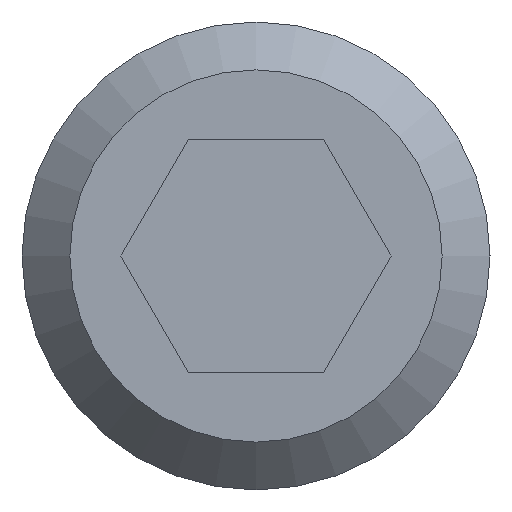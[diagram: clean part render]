
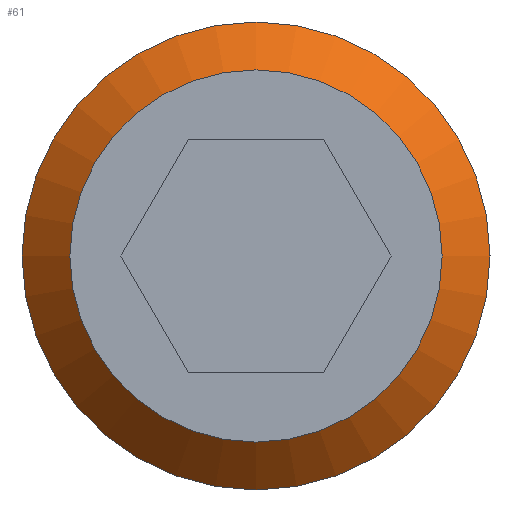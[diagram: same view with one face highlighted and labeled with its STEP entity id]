
A CAD part, left-side view. The second image highlights one B-rep face of the part: STEP entity #61.
In plain terms, the highlighted conical face has half-angle 45 degrees and reference radius 2.386 mm.
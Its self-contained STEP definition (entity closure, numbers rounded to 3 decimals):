
#61 = ADVANCED_FACE( '', ( #121, #122 ), #123, .T. );
#121 = FACE_OUTER_BOUND( '', #173, .T. );
#122 = FACE_BOUND( '', #174, .T. );
#123 = CONICAL_SURFACE( '', #175, 2.387, 0.785 );
#173 = EDGE_LOOP( '', ( #271 ) );
#174 = EDGE_LOOP( '', ( #272 ) );
#175 = AXIS2_PLACEMENT_3D( '', #273, #274, #275 );
#271 = ORIENTED_EDGE( '', *, *, #310, .F. );
#272 = ORIENTED_EDGE( '', *, *, #308, .T. );
#273 = CARTESIAN_POINT( '', ( 0., 0., 0. ) );
#274 = DIRECTION( '', ( 1., 0., 0. ) );
#275 = DIRECTION( '', ( 0., 0., -1. ) );
#308 = EDGE_CURVE( '', #359, #359, #360, .T. );
#310 = EDGE_CURVE( '', #362, #362, #363, .T. );
#359 = VERTEX_POINT( '', #430 );
#360 = CIRCLE( '', #431, 2.387 );
#362 = VERTEX_POINT( '', #433 );
#363 = CIRCLE( '', #434, 3. );
#430 = CARTESIAN_POINT( '', ( 0., 0., -2.387 ) );
#431 = AXIS2_PLACEMENT_3D( '', #464, #465, #466 );
#433 = CARTESIAN_POINT( '', ( 0.614, 0., -3. ) );
#434 = AXIS2_PLACEMENT_3D( '', #467, #468, #469 );
#464 = CARTESIAN_POINT( '', ( 0., 0., 0. ) );
#465 = DIRECTION( '', ( 1., 0., 0. ) );
#466 = DIRECTION( '', ( 0., 0., -1. ) );
#467 = CARTESIAN_POINT( '', ( 0.614, 0., 0. ) );
#468 = DIRECTION( '', ( 1., 0., 0. ) );
#469 = DIRECTION( '', ( 0., 0., -1. ) );
